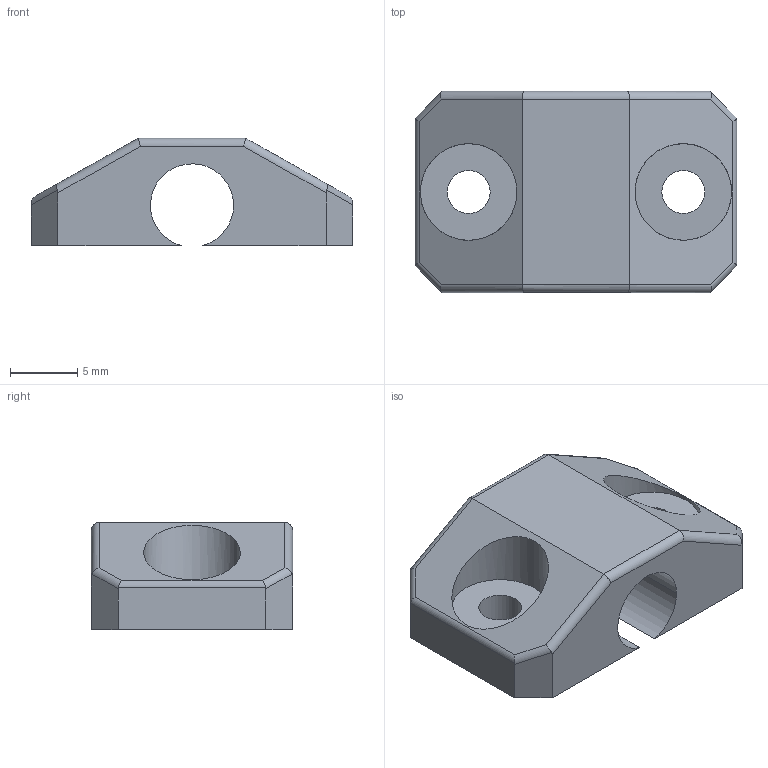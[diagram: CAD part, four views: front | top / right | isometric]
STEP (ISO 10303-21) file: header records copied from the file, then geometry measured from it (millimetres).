
FILE_DESCRIPTION(('FreeCAD Model'),'2;1');
FILE_NAME('Open CASCADE Shape Model','2024-05-05T13:34:48',(''),(''), 'Open CASCADE STEP processor 7.6','FreeCAD','Unknown');
FILE_SCHEMA(('AUTOMOTIVE_DESIGN { 1 0 10303 214 1 1 1 1 }'));
Length unit declared in the file: millimetre
Products named in the file (1): rod.holder.6mm
Bounding box: 24 x 15 x 8 mm (x, y, z)
Volume: 1614 mm3; surface area: 1439.3 mm2
Topology: 1 solids, 1 shells, 33 faces, 83 edges, 54 vertices
Faces by surface type: cylinder 18, plane 15
Full cylindrical faces by diameter (mm): 3.2 x2, 7.2 x2
Entity records: 2306 total; most frequent: CARTESIAN_POINT 643, DIRECTION 301, ORIENTED_EDGE 166, PCURVE 166, DEFINITIONAL_REPRESENTATION 166, LINE 159, VECTOR 159, EDGE_CURVE 83
